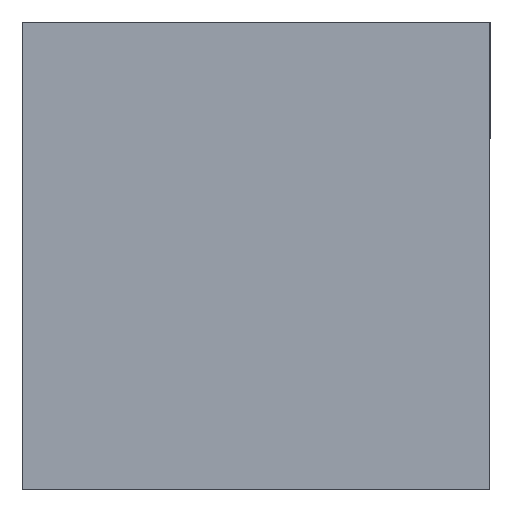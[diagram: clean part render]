
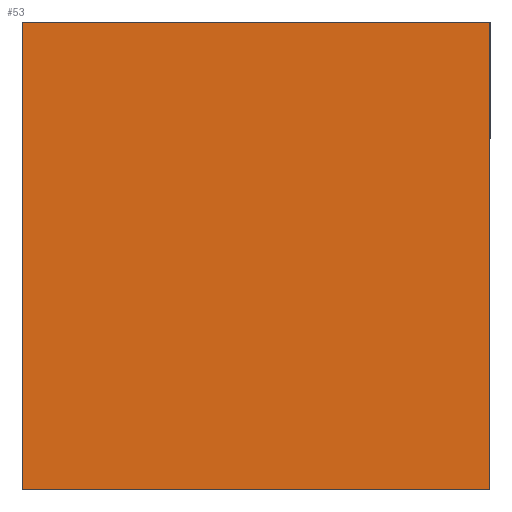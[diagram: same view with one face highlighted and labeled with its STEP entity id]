
A CAD part, left-side view. The second image highlights one B-rep face of the part: STEP entity #53.
In plain terms, the highlighted planar face has unit normal (-1, 0, 0).
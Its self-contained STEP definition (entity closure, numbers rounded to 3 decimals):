
#10 = EDGE_CURVE ( 'NONE', #41, #82, #227, .T. ) ;
#12 = CARTESIAN_POINT ( 'NONE',  ( -5., -1.5, -1.5 ) ) ;
#13 = CARTESIAN_POINT ( 'NONE',  ( -5., -1.5, 1.5 ) ) ;
#20 = EDGE_LOOP ( 'NONE', ( #171, #96, #32, #142 ) ) ;
#21 = DIRECTION ( 'NONE',  ( 1., 0., 0. ) ) ;
#23 = CARTESIAN_POINT ( 'NONE',  ( -5., -1.5, 1.5 ) ) ;
#32 = ORIENTED_EDGE ( 'NONE', *, *, #86, .F. ) ;
#37 = VECTOR ( 'NONE', #189, 1000. ) ;
#39 = VERTEX_POINT ( 'NONE', #12 ) ;
#41 = VERTEX_POINT ( 'NONE', #153 ) ;
#48 = VERTEX_POINT ( 'NONE', #13 ) ;
#49 = DIRECTION ( 'NONE',  ( 0., 0., -1. ) ) ;
#51 = EDGE_CURVE ( 'NONE', #82, #48, #114, .T. ) ;
#53 = ADVANCED_FACE ( 'NONE', ( #187 ), #191, .F. ) ;
#67 = CARTESIAN_POINT ( 'NONE',  ( -5., 0., 0. ) ) ;
#77 = LINE ( 'NONE', #216, #202 ) ;
#80 = AXIS2_PLACEMENT_3D ( 'NONE', #67, #21, #209 ) ;
#82 = VERTEX_POINT ( 'NONE', #83 ) ;
#83 = CARTESIAN_POINT ( 'NONE',  ( -5., 1.5, 1.5 ) ) ;
#86 = EDGE_CURVE ( 'NONE', #39, #41, #170, .T. ) ;
#96 = ORIENTED_EDGE ( 'NONE', *, *, #10, .F. ) ;
#103 = VECTOR ( 'NONE', #141, 1000. ) ;
#105 = CARTESIAN_POINT ( 'NONE',  ( -5., -1.5, -1.5 ) ) ;
#114 = LINE ( 'NONE', #23, #103 ) ;
#141 = DIRECTION ( 'NONE',  ( 0., -1., 0. ) ) ;
#142 = ORIENTED_EDGE ( 'NONE', *, *, #195, .F. ) ;
#147 = VECTOR ( 'NONE', #155, 1000. ) ;
#153 = CARTESIAN_POINT ( 'NONE',  ( -5., 1.5, -1.5 ) ) ;
#155 = DIRECTION ( 'NONE',  ( 0., 0., 1. ) ) ;
#170 = LINE ( 'NONE', #105, #37 ) ;
#171 = ORIENTED_EDGE ( 'NONE', *, *, #51, .F. ) ;
#187 = FACE_OUTER_BOUND ( 'NONE', #20, .T. ) ;
#189 = DIRECTION ( 'NONE',  ( 0., 1., 0. ) ) ;
#191 = PLANE ( 'NONE',  #80 ) ;
#195 = EDGE_CURVE ( 'NONE', #48, #39, #77, .T. ) ;
#202 = VECTOR ( 'NONE', #49, 1000. ) ;
#209 = DIRECTION ( 'NONE',  ( 0., 0., -1. ) ) ;
#216 = CARTESIAN_POINT ( 'NONE',  ( -5., -1.5, -1.5 ) ) ;
#227 = LINE ( 'NONE', #231, #147 ) ;
#231 = CARTESIAN_POINT ( 'NONE',  ( -5., 1.5, -1.5 ) ) ;
